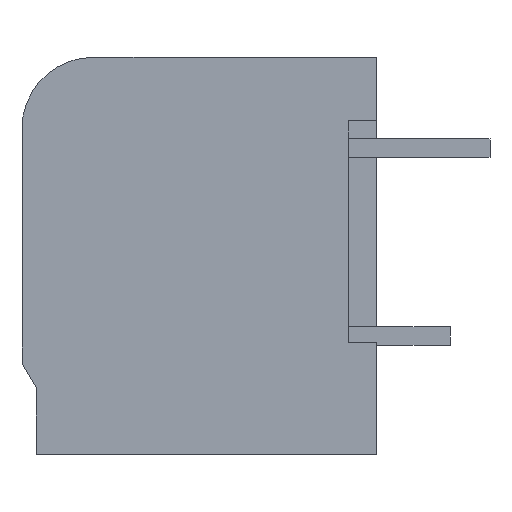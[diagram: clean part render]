
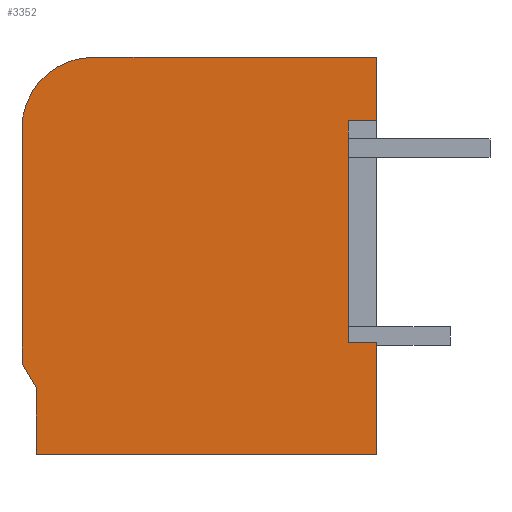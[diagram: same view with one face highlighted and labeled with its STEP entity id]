
A CAD part, left-side view. The second image highlights one B-rep face of the part: STEP entity #3352.
In plain terms, the highlighted planar face has unit normal (-1, 0, 0).
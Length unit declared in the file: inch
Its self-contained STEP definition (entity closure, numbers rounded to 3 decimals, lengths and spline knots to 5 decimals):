
#134=DIRECTION('',(0.,0.,1.));
#135=VECTOR('',#134,0.39);
#136=CARTESIAN_POINT('',(-0.4055,-0.2625,-0.502));
#137=LINE('',#136,#135);
#138=DIRECTION('',(0.,1.,0.));
#139=VECTOR('',#138,0.05);
#140=CARTESIAN_POINT('',(-0.4055,-0.3125,-0.502));
#141=LINE('',#140,#139);
#142=DIRECTION('',(0.,0.,-1.));
#143=VECTOR('',#142,0.198);
#144=CARTESIAN_POINT('',(-0.4055,-0.3125,-0.502));
#145=LINE('',#144,#143);
#146=DIRECTION('',(0.,1.,0.));
#147=VECTOR('',#146,0.6);
#148=CARTESIAN_POINT('',(-0.4055,-0.3125,-0.7));
#149=LINE('',#148,#147);
#150=DIRECTION('',(0.,0.,1.));
#151=VECTOR('',#150,0.118);
#152=CARTESIAN_POINT('',(-0.4055,0.2875,-0.7));
#153=LINE('',#152,#151);
#154=DIRECTION('',(0.,0.5,0.866));
#155=VECTOR('',#154,0.05);
#156=CARTESIAN_POINT('',(-0.4055,0.2875,-0.582));
#157=LINE('',#156,#155);
#158=DIRECTION('',(0.,0.,1.));
#159=VECTOR('',#158,0.4137);
#160=CARTESIAN_POINT('',(-0.4055,0.3125,-0.5387));
#161=LINE('',#160,#159);
#162=CARTESIAN_POINT('',(-0.4055,0.1875,-0.125));
#163=DIRECTION('',(1.,0.,0.));
#164=DIRECTION('',(0.,1.,0.));
#165=AXIS2_PLACEMENT_3D('',#162,#163,#164);
#167=DIRECTION('',(0.,-1.,0.));
#168=VECTOR('',#167,0.5);
#169=CARTESIAN_POINT('',(-0.4055,0.1875,0.));
#170=LINE('',#169,#168);
#171=DIRECTION('',(0.,0.,-1.));
#172=VECTOR('',#171,0.112);
#173=CARTESIAN_POINT('',(-0.4055,-0.3125,0.));
#174=LINE('',#173,#172);
#175=DIRECTION('',(0.,1.,0.));
#176=VECTOR('',#175,0.05);
#177=CARTESIAN_POINT('',(-0.4055,-0.3125,-0.112));
#178=LINE('',#177,#176);
#2760=CARTESIAN_POINT('',(-0.4055,0.3125,-0.125));
#2761=CARTESIAN_POINT('',(-0.4055,0.1875,0.));
#2762=VERTEX_POINT('',#2760);
#2763=VERTEX_POINT('',#2761);
#2764=CARTESIAN_POINT('',(-0.4055,-0.3125,0.));
#2765=VERTEX_POINT('',#2764);
#2766=CARTESIAN_POINT('',(-0.4055,-0.3125,-0.7));
#2767=CARTESIAN_POINT('',(-0.4055,0.2875,-0.7));
#2768=VERTEX_POINT('',#2766);
#2769=VERTEX_POINT('',#2767);
#2770=CARTESIAN_POINT('',(-0.4055,0.2875,-0.582));
#2771=VERTEX_POINT('',#2770);
#2772=CARTESIAN_POINT('',(-0.4055,0.3125,-0.5387));
#2773=VERTEX_POINT('',#2772);
#2900=CARTESIAN_POINT('',(-0.4055,-0.2625,-0.502));
#2901=CARTESIAN_POINT('',(-0.4055,-0.2625,-0.112));
#2902=VERTEX_POINT('',#2900);
#2903=VERTEX_POINT('',#2901);
#2904=CARTESIAN_POINT('',(-0.4055,-0.3125,-0.502));
#2905=VERTEX_POINT('',#2904);
#2906=CARTESIAN_POINT('',(-0.4055,-0.3125,-0.112));
#2907=VERTEX_POINT('',#2906);
#3323=CARTESIAN_POINT('',(-0.4055,0.,0.));
#3324=DIRECTION('',(1.,0.,0.));
#3325=DIRECTION('',(0.,0.,-1.));
#3326=AXIS2_PLACEMENT_3D('',#3323,#3324,#3325);
#3327=PLANE('',#3326);
#3329=ORIENTED_EDGE('',*,*,#3328,.F.);
#3331=ORIENTED_EDGE('',*,*,#3330,.F.);
#3333=ORIENTED_EDGE('',*,*,#3332,.T.);
#3335=ORIENTED_EDGE('',*,*,#3334,.T.);
#3337=ORIENTED_EDGE('',*,*,#3336,.T.);
#3339=ORIENTED_EDGE('',*,*,#3338,.T.);
#3341=ORIENTED_EDGE('',*,*,#3340,.T.);
#3343=ORIENTED_EDGE('',*,*,#3342,.T.);
#3345=ORIENTED_EDGE('',*,*,#3344,.T.);
#3347=ORIENTED_EDGE('',*,*,#3346,.T.);
#3349=ORIENTED_EDGE('',*,*,#3348,.T.);
#3350=EDGE_LOOP('',(#3329,#3331,#3333,#3335,#3337,#3339,#3341,#3343,#3345,#3347,
#3349));
#3351=FACE_OUTER_BOUND('',#3350,.F.);
#166=CIRCLE('',#165,0.125);
#3328=EDGE_CURVE('',#2902,#2903,#137,.T.);
#3330=EDGE_CURVE('',#2905,#2902,#141,.T.);
#3332=EDGE_CURVE('',#2905,#2768,#145,.T.);
#3334=EDGE_CURVE('',#2768,#2769,#149,.T.);
#3336=EDGE_CURVE('',#2769,#2771,#153,.T.);
#3338=EDGE_CURVE('',#2771,#2773,#157,.T.);
#3340=EDGE_CURVE('',#2773,#2762,#161,.T.);
#3342=EDGE_CURVE('',#2762,#2763,#166,.T.);
#3344=EDGE_CURVE('',#2763,#2765,#170,.T.);
#3346=EDGE_CURVE('',#2765,#2907,#174,.T.);
#3348=EDGE_CURVE('',#2907,#2903,#178,.T.);
#3352=ADVANCED_FACE('',(#3351),#3327,.F.);
